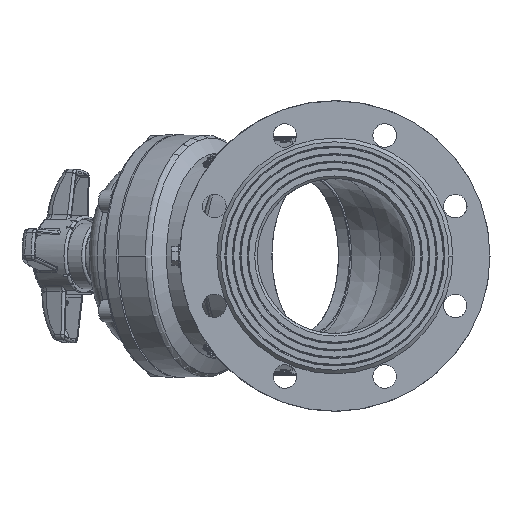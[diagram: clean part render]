
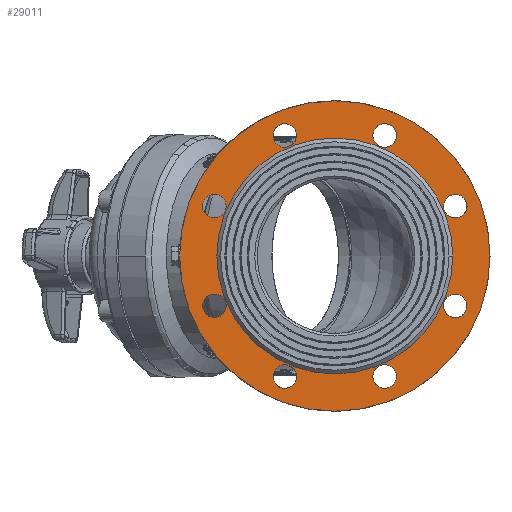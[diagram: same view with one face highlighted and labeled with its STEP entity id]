
A CAD part, left-side view. The second image highlights one B-rep face of the part: STEP entity #29011.
In plain terms, the highlighted planar face has unit normal (-1, 0, 0).
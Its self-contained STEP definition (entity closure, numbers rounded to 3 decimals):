
#1=CARTESIAN_POINT('',(45.448,0.,0.));
#2=DIRECTION('',(1.,0.,0.));
#3=DIRECTION('',(0.,-1.,0.));
#4=AXIS2_PLACEMENT_3D('',#1,#2,#3);
#6=CARTESIAN_POINT('',(45.448,0.,0.));
#7=DIRECTION('',(1.,0.,0.));
#8=DIRECTION('',(0.,1.,0.));
#9=AXIS2_PLACEMENT_3D('',#6,#7,#8);
#11=CARTESIAN_POINT('',(45.448,0.,0.));
#12=DIRECTION('',(-1.,0.,0.));
#13=DIRECTION('',(0.,-1.,0.));
#14=AXIS2_PLACEMENT_3D('',#11,#12,#13);
#16=CARTESIAN_POINT('',(45.448,0.,0.));
#17=DIRECTION('',(-1.,0.,0.));
#18=DIRECTION('',(0.,1.,0.));
#19=AXIS2_PLACEMENT_3D('',#16,#17,#18);
#21=CARTESIAN_POINT('',(45.448,97.007,-40.182));
#22=DIRECTION('',(-1.,0.,0.));
#23=DIRECTION('',(0.,-1.,0.));
#24=AXIS2_PLACEMENT_3D('',#21,#22,#23);
#26=CARTESIAN_POINT('',(45.448,97.007,-40.182));
#27=DIRECTION('',(-1.,0.,0.));
#28=DIRECTION('',(0.,1.,0.));
#29=AXIS2_PLACEMENT_3D('',#26,#27,#28);
#31=CARTESIAN_POINT('',(45.448,97.007,40.182));
#32=DIRECTION('',(-1.,0.,0.));
#33=DIRECTION('',(0.,-0.707,-0.707));
#34=AXIS2_PLACEMENT_3D('',#31,#32,#33);
#36=CARTESIAN_POINT('',(45.448,97.007,40.182));
#37=DIRECTION('',(-1.,0.,0.));
#38=DIRECTION('',(0.,0.707,0.707));
#39=AXIS2_PLACEMENT_3D('',#36,#37,#38);
#41=CARTESIAN_POINT('',(45.448,40.182,97.007));
#42=DIRECTION('',(-1.,0.,0.));
#43=DIRECTION('',(0.,0.,-1.));
#44=AXIS2_PLACEMENT_3D('',#41,#42,#43);
#46=CARTESIAN_POINT('',(45.448,40.182,97.007));
#47=DIRECTION('',(-1.,0.,0.));
#48=DIRECTION('',(0.,0.,1.));
#49=AXIS2_PLACEMENT_3D('',#46,#47,#48);
#51=CARTESIAN_POINT('',(45.448,-40.182,97.007));
#52=DIRECTION('',(-1.,0.,0.));
#53=DIRECTION('',(0.,0.707,-0.707));
#54=AXIS2_PLACEMENT_3D('',#51,#52,#53);
#56=CARTESIAN_POINT('',(45.448,-40.182,97.007));
#57=DIRECTION('',(-1.,0.,0.));
#58=DIRECTION('',(0.,-0.707,0.707));
#59=AXIS2_PLACEMENT_3D('',#56,#57,#58);
#61=CARTESIAN_POINT('',(45.448,-97.007,40.182));
#62=DIRECTION('',(-1.,0.,0.));
#63=DIRECTION('',(0.,1.,0.));
#64=AXIS2_PLACEMENT_3D('',#61,#62,#63);
#66=CARTESIAN_POINT('',(45.448,-97.007,40.182));
#67=DIRECTION('',(-1.,0.,0.));
#68=DIRECTION('',(0.,-1.,0.));
#69=AXIS2_PLACEMENT_3D('',#66,#67,#68);
#71=CARTESIAN_POINT('',(45.448,-97.007,-40.182));
#72=DIRECTION('',(-1.,0.,0.));
#73=DIRECTION('',(0.,0.707,0.707));
#74=AXIS2_PLACEMENT_3D('',#71,#72,#73);
#76=CARTESIAN_POINT('',(45.448,-97.007,-40.182));
#77=DIRECTION('',(-1.,0.,0.));
#78=DIRECTION('',(0.,-0.707,-0.707));
#79=AXIS2_PLACEMENT_3D('',#76,#77,#78);
#81=CARTESIAN_POINT('',(45.448,-40.182,-97.007));
#82=DIRECTION('',(-1.,0.,0.));
#83=DIRECTION('',(0.,0.,1.));
#84=AXIS2_PLACEMENT_3D('',#81,#82,#83);
#86=CARTESIAN_POINT('',(45.448,-40.182,-97.007));
#87=DIRECTION('',(-1.,0.,0.));
#88=DIRECTION('',(0.,0.,-1.));
#89=AXIS2_PLACEMENT_3D('',#86,#87,#88);
#91=CARTESIAN_POINT('',(45.448,40.182,-97.007));
#92=DIRECTION('',(-1.,0.,0.));
#93=DIRECTION('',(0.,-0.707,0.707));
#94=AXIS2_PLACEMENT_3D('',#91,#92,#93);
#96=CARTESIAN_POINT('',(45.448,40.182,-97.007));
#97=DIRECTION('',(-1.,0.,0.));
#98=DIRECTION('',(0.,0.707,-0.707));
#99=AXIS2_PLACEMENT_3D('',#96,#97,#98);
#23496=CARTESIAN_POINT('',(45.448,-125.,0.));
#23497=CARTESIAN_POINT('',(45.448,125.,0.));
#23498=VERTEX_POINT('',#23496);
#23499=VERTEX_POINT('',#23497);
#23500=CARTESIAN_POINT('',(45.448,-95.,0.));
#23501=CARTESIAN_POINT('',(45.448,95.,0.));
#23502=VERTEX_POINT('',#23500);
#23503=VERTEX_POINT('',#23501);
#23504=CARTESIAN_POINT('',(45.448,87.507,-40.182));
#23505=CARTESIAN_POINT('',(45.448,106.507,-40.182));
#23506=VERTEX_POINT('',#23504);
#23507=VERTEX_POINT('',#23505);
#23508=CARTESIAN_POINT('',(45.448,90.29,33.464));
#23509=CARTESIAN_POINT('',(45.448,103.725,46.899));
#23510=VERTEX_POINT('',#23508);
#23511=VERTEX_POINT('',#23509);
#23512=CARTESIAN_POINT('',(45.448,40.182,87.507));
#23513=CARTESIAN_POINT('',(45.448,40.182,106.507));
#23514=VERTEX_POINT('',#23512);
#23515=VERTEX_POINT('',#23513);
#23516=CARTESIAN_POINT('',(45.448,-33.464,90.29));
#23517=CARTESIAN_POINT('',(45.448,-46.899,103.725));
#23518=VERTEX_POINT('',#23516);
#23519=VERTEX_POINT('',#23517);
#23520=CARTESIAN_POINT('',(45.448,-87.507,40.182));
#23521=CARTESIAN_POINT('',(45.448,-106.507,40.182));
#23522=VERTEX_POINT('',#23520);
#23523=VERTEX_POINT('',#23521);
#23524=CARTESIAN_POINT('',(45.448,-90.29,-33.464));
#23525=CARTESIAN_POINT('',(45.448,-103.725,-46.899));
#23526=VERTEX_POINT('',#23524);
#23527=VERTEX_POINT('',#23525);
#23528=CARTESIAN_POINT('',(45.448,-40.182,-87.507));
#23529=CARTESIAN_POINT('',(45.448,-40.182,-106.507));
#23530=VERTEX_POINT('',#23528);
#23531=VERTEX_POINT('',#23529);
#23532=CARTESIAN_POINT('',(45.448,33.464,-90.29));
#23533=CARTESIAN_POINT('',(45.448,46.899,-103.725));
#23534=VERTEX_POINT('',#23532);
#23535=VERTEX_POINT('',#23533);
#28946=CARTESIAN_POINT('',(45.448,0.,0.));
#28947=DIRECTION('',(1.,0.,0.));
#28948=DIRECTION('',(0.,-1.,0.));
#28949=AXIS2_PLACEMENT_3D('',#28946,#28947,#28948);
#28950=PLANE('',#28949);
#28952=ORIENTED_EDGE('',*,*,#28951,.T.);
#28954=ORIENTED_EDGE('',*,*,#28953,.T.);
#28955=EDGE_LOOP('',(#28952,#28954));
#28956=FACE_OUTER_BOUND('',#28955,.F.);
#28958=ORIENTED_EDGE('',*,*,#28957,.T.);
#28960=ORIENTED_EDGE('',*,*,#28959,.T.);
#28961=EDGE_LOOP('',(#28958,#28960));
#28962=FACE_BOUND('',#28961,.F.);
#28964=ORIENTED_EDGE('',*,*,#28963,.T.);
#28966=ORIENTED_EDGE('',*,*,#28965,.T.);
#28967=EDGE_LOOP('',(#28964,#28966));
#28968=FACE_BOUND('',#28967,.F.);
#28970=ORIENTED_EDGE('',*,*,#28969,.T.);
#28972=ORIENTED_EDGE('',*,*,#28971,.T.);
#28973=EDGE_LOOP('',(#28970,#28972));
#28974=FACE_BOUND('',#28973,.F.);
#28976=ORIENTED_EDGE('',*,*,#28975,.T.);
#28978=ORIENTED_EDGE('',*,*,#28977,.T.);
#28979=EDGE_LOOP('',(#28976,#28978));
#28980=FACE_BOUND('',#28979,.F.);
#28982=ORIENTED_EDGE('',*,*,#28981,.T.);
#28984=ORIENTED_EDGE('',*,*,#28983,.T.);
#28985=EDGE_LOOP('',(#28982,#28984));
#28986=FACE_BOUND('',#28985,.F.);
#28988=ORIENTED_EDGE('',*,*,#28987,.T.);
#28990=ORIENTED_EDGE('',*,*,#28989,.T.);
#28991=EDGE_LOOP('',(#28988,#28990));
#28992=FACE_BOUND('',#28991,.F.);
#28994=ORIENTED_EDGE('',*,*,#28993,.T.);
#28996=ORIENTED_EDGE('',*,*,#28995,.T.);
#28997=EDGE_LOOP('',(#28994,#28996));
#28998=FACE_BOUND('',#28997,.F.);
#29000=ORIENTED_EDGE('',*,*,#28999,.T.);
#29002=ORIENTED_EDGE('',*,*,#29001,.T.);
#29003=EDGE_LOOP('',(#29000,#29002));
#29004=FACE_BOUND('',#29003,.F.);
#29006=ORIENTED_EDGE('',*,*,#29005,.T.);
#29008=ORIENTED_EDGE('',*,*,#29007,.T.);
#29009=EDGE_LOOP('',(#29006,#29008));
#29010=FACE_BOUND('',#29009,.F.);
#29011=ADVANCED_FACE('',(#28956,#28962,#28968,#28974,#28980,#28986,#28992,
#28998,#29004,#29010),#28950,.F.);
#5=CIRCLE('',#4,125.);
#10=CIRCLE('',#9,125.);
#15=CIRCLE('',#14,95.);
#20=CIRCLE('',#19,95.);
#25=CIRCLE('',#24,9.5);
#30=CIRCLE('',#29,9.5);
#35=CIRCLE('',#34,9.5);
#40=CIRCLE('',#39,9.5);
#45=CIRCLE('',#44,9.5);
#50=CIRCLE('',#49,9.5);
#55=CIRCLE('',#54,9.5);
#60=CIRCLE('',#59,9.5);
#65=CIRCLE('',#64,9.5);
#70=CIRCLE('',#69,9.5);
#75=CIRCLE('',#74,9.5);
#80=CIRCLE('',#79,9.5);
#85=CIRCLE('',#84,9.5);
#90=CIRCLE('',#89,9.5);
#95=CIRCLE('',#94,9.5);
#100=CIRCLE('',#99,9.5);
#28951=EDGE_CURVE('',#23498,#23499,#5,.T.);
#28953=EDGE_CURVE('',#23499,#23498,#10,.T.);
#28957=EDGE_CURVE('',#23502,#23503,#15,.T.);
#28959=EDGE_CURVE('',#23503,#23502,#20,.T.);
#28963=EDGE_CURVE('',#23506,#23507,#25,.T.);
#28965=EDGE_CURVE('',#23507,#23506,#30,.T.);
#28969=EDGE_CURVE('',#23510,#23511,#35,.T.);
#28971=EDGE_CURVE('',#23511,#23510,#40,.T.);
#28975=EDGE_CURVE('',#23514,#23515,#45,.T.);
#28977=EDGE_CURVE('',#23515,#23514,#50,.T.);
#28981=EDGE_CURVE('',#23518,#23519,#55,.T.);
#28983=EDGE_CURVE('',#23519,#23518,#60,.T.);
#28987=EDGE_CURVE('',#23522,#23523,#65,.T.);
#28989=EDGE_CURVE('',#23523,#23522,#70,.T.);
#28993=EDGE_CURVE('',#23526,#23527,#75,.T.);
#28995=EDGE_CURVE('',#23527,#23526,#80,.T.);
#28999=EDGE_CURVE('',#23530,#23531,#85,.T.);
#29001=EDGE_CURVE('',#23531,#23530,#90,.T.);
#29005=EDGE_CURVE('',#23534,#23535,#95,.T.);
#29007=EDGE_CURVE('',#23535,#23534,#100,.T.);
